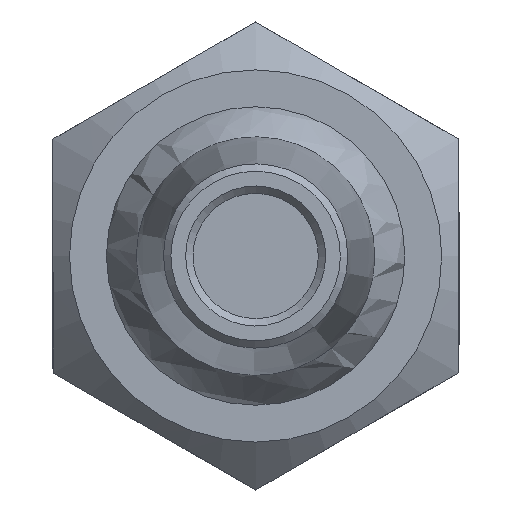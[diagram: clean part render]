
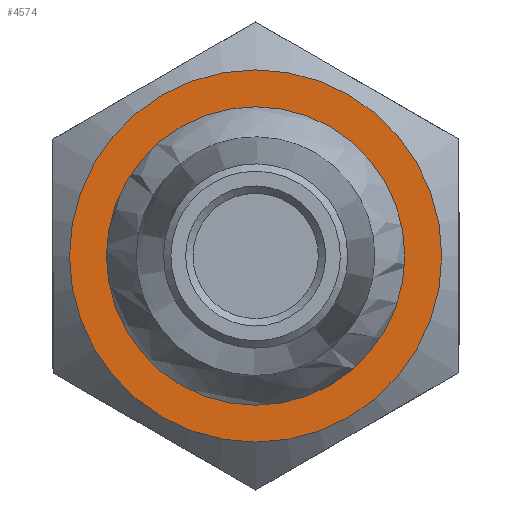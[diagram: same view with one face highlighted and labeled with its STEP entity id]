
A CAD part, front view. The second image highlights one B-rep face of the part: STEP entity #4574.
In plain terms, the highlighted face is planar.
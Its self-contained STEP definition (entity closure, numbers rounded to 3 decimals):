
#175=FACE_BOUND($,#836,.T.);
#194=CIRCLE($,#4727,20.25);
#197=CIRCLE($,#4734,25.261);
#548=FACE_OUTER_BOUND($,#835,.T.);
#835=EDGE_LOOP($,(#4168));
#836=EDGE_LOOP($,(#4169));
#2196=VERTEX_POINT($,#8095);
#2203=VERTEX_POINT($,#8124);
#2814=EDGE_CURVE($,#2196,#2196,#194,.T.);
#2822=EDGE_CURVE($,#2203,#2203,#197,.T.);
#4168=ORIENTED_EDGE($,*,*,#2822,.T.);
#4169=ORIENTED_EDGE($,*,*,#2814,.T.);
#4327=PLANE($,#4789);
#4574=ADVANCED_FACE($,(#548,#175),#4327,.T.);
#4727=AXIS2_PLACEMENT_3D($,#8096,#5477,#5478);
#4734=AXIS2_PLACEMENT_3D($,#8125,#5491,#5492);
#4789=AXIS2_PLACEMENT_3D($,#8337,#5623,#5624);
#5477=DIRECTION('center_axis',(0.,0.,-1.));
#5478=DIRECTION('ref_axis',(0.,-1.,0.));
#5491=DIRECTION('center_axis',(0.,0.,1.));
#5492=DIRECTION('ref_axis',(0.,-1.,0.));
#5623=DIRECTION('center_axis',(0.,0.,1.));
#5624=DIRECTION('ref_axis',(1.,0.,0.));
#8095=CARTESIAN_POINT('',(0.,-20.25,0.));
#8096=CARTESIAN_POINT('Origin',(0.,0.,0.));
#8124=CARTESIAN_POINT('',(0.,25.261,0.));
#8125=CARTESIAN_POINT('Origin',(0.,0.,0.));
#8337=CARTESIAN_POINT('Origin',(0.,0.,
0.));
